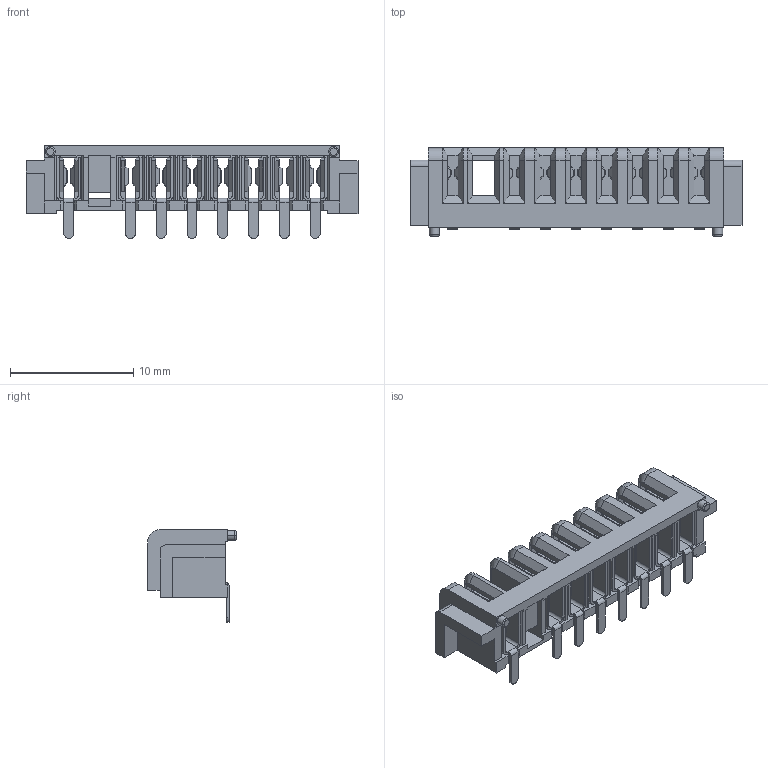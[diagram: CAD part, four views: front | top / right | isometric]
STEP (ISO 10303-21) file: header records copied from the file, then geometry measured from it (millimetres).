
FILE_DESCRIPTION((''),'2;1');
FILE_NAME('TSB0-0128D-00XXA_ASM__SW0001','2023-05-29T11:19:36',('sam.long'),(''),'CREO PARAMETRIC BY PTC INC, 2018400','CREO PARAMETRIC BY PTC INC, 2018400','');
FILE_SCHEMA(('AUTOMOTIVE_DESIGN { 1 0 10303 214 1 1 1 1 }'));
Length unit declared in the file: millimetre
Products named in the file (1): TSB0-0128D-00XXA_ASM__SW0001
Bounding box: 26.95 x 7.18 x 7.52 mm (x, y, z)
Volume: 451.3 mm3; surface area: 1794.6 mm2
Topology: 1 solids, 1 shells, 1352 faces, 3691 edges, 2259 vertices
Faces by surface type: plane 810, cylinder 440, sphere 64, cone 34, torus 4
Entity records: 52899 total; most frequent: CARTESIAN_POINT 8714, ORIENTED_EDGE 7254, DIRECTION 6622, EDGE_CURVE 3627, VECTOR 2728, LINE 2728, VERTEX_POINT 2259, AXIS2_PLACEMENT_3D 1947
